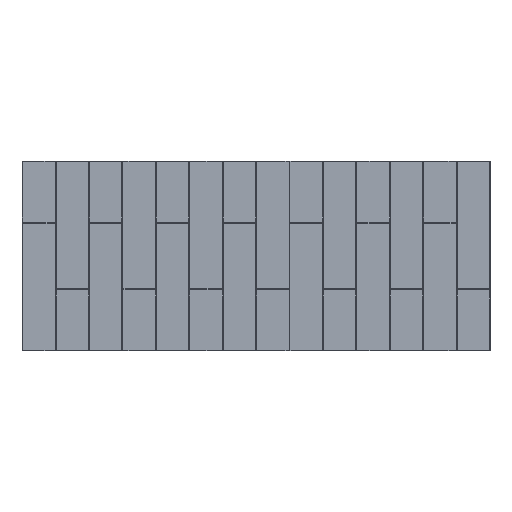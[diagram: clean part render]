
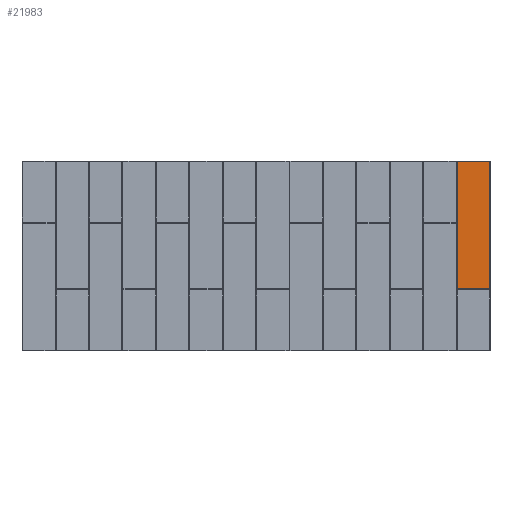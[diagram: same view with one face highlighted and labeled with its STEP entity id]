
A CAD part, top view. The second image highlights one B-rep face of the part: STEP entity #21983.
In plain terms, the highlighted planar face has unit normal (0, 0, 1).
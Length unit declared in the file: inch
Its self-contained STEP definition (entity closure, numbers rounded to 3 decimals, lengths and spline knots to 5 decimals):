
#588 = VECTOR ( 'NONE', #21940, 39.37008 ) ;
#799 = CARTESIAN_POINT ( 'NONE',  ( 42.08478, -23.90721, 0.1875 ) ) ;
#1640 = VECTOR ( 'NONE', #23673, 39.37008 ) ;
#2631 = B_SPLINE_CURVE_WITH_KNOTS ( 'NONE', 3,
 ( #25104, #8625, #17744, #20615, #27494, #25418, #22539, #22702, #799, #30050 ),
 .UNSPECIFIED., .F., .F.,
 ( 4, 2, 2, 2, 4 ),
 ( 0., 0.12821, 0.33333, 0.66154, 1. ),
 .UNSPECIFIED. ) ;
#3856 = CARTESIAN_POINT ( 'NONE',  ( 42.08478, 0., 0.1875 ) ) ;
#4527 = EDGE_CURVE ( 'NONE', #23331, #8001, #28065, .T. ) ;
#5272 = CARTESIAN_POINT ( 'NONE',  ( 0., -23.91522, 0.1875 ) ) ;
#5327 = LINE ( 'NONE', #12204, #588 ) ;
#5448 = ORIENTED_EDGE ( 'NONE', *, *, #29137, .F. ) ;
#5487 = EDGE_CURVE ( 'NONE', #9734, #6989, #9922, .T. ) ;
#5868 = FACE_OUTER_BOUND ( 'NONE', #9518, .T. ) ;
#6989 = VERTEX_POINT ( 'NONE', #30861 ) ;
#7676 = VECTOR ( 'NONE', #24786, 39.37008 ) ;
#8001 = VERTEX_POINT ( 'NONE', #26624 ) ;
#8625 = CARTESIAN_POINT ( 'NONE',  ( 42.09386, -23.91522, 0.1875 ) ) ;
#8731 = DIRECTION ( 'NONE',  ( 1., 0., 0. ) ) ;
#8887 = CARTESIAN_POINT ( 'NONE',  ( 0., 0., 0.1875 ) ) ;
#9052 = DIRECTION ( 'NONE',  ( 0., 0., 1. ) ) ;
#9518 = EDGE_LOOP ( 'NONE', ( #20080, #17774, #5448, #16604, #30625 ) ) ;
#9734 = VERTEX_POINT ( 'NONE', #28853 ) ;
#9922 = LINE ( 'NONE', #5272, #7676 ) ;
#11443 = DIRECTION ( 'NONE',  ( 1., 0., 0. ) ) ;
#12204 = CARTESIAN_POINT ( 'NONE',  ( 47.96201, 0., 0.1875 ) ) ;
#13328 = VECTOR ( 'NONE', #8731, 39.37008 ) ;
#15613 = PLANE ( 'NONE',  #21000 ) ;
#16220 = CARTESIAN_POINT ( 'NONE',  ( 42.08478, -23.9055, 0.1875 ) ) ;
#16236 = CARTESIAN_POINT ( 'NONE',  ( 0., -1., 0.1875 ) ) ;
#16604 = ORIENTED_EDGE ( 'NONE', *, *, #5487, .T. ) ;
#17744 = CARTESIAN_POINT ( 'NONE',  ( 42.0932, -23.91515, 0.1875 ) ) ;
#17774 = ORIENTED_EDGE ( 'NONE', *, *, #27995, .T. ) ;
#18193 = CARTESIAN_POINT ( 'NONE',  ( 42.08478, -1., 0.1875 ) ) ;
#18401 = LINE ( 'NONE', #3856, #1640 ) ;
#20080 = ORIENTED_EDGE ( 'NONE', *, *, #4527, .F. ) ;
#20615 = CARTESIAN_POINT ( 'NONE',  ( 42.09153, -23.91481, 0.1875 ) ) ;
#21000 = AXIS2_PLACEMENT_3D ( 'NONE', #8887, #9052, #11443 ) ;
#21940 = DIRECTION ( 'NONE',  ( 0., -1., 0. ) ) ;
#21983 = ADVANCED_FACE ( 'NONE', ( #5868 ), #15613, .T. ) ;
#22539 = CARTESIAN_POINT ( 'NONE',  ( 42.08697, -23.91187, 0.1875 ) ) ;
#22640 = EDGE_CURVE ( 'NONE', #8001, #6989, #5327, .T. ) ;
#22702 = CARTESIAN_POINT ( 'NONE',  ( 42.08525, -23.90894, 0.1875 ) ) ;
#23331 = VERTEX_POINT ( 'NONE', #18193 ) ;
#23673 = DIRECTION ( 'NONE',  ( 0., -1., 0. ) ) ;
#24786 = DIRECTION ( 'NONE',  ( 1., 0., 0. ) ) ;
#25104 = CARTESIAN_POINT ( 'NONE',  ( 42.0945, -23.91522, 0.1875 ) ) ;
#25418 = CARTESIAN_POINT ( 'NONE',  ( 42.0882, -23.91308, 0.1875 ) ) ;
#26624 = CARTESIAN_POINT ( 'NONE',  ( 47.96201, -1., 0.1875 ) ) ;
#27494 = CARTESIAN_POINT ( 'NONE',  ( 42.09055, -23.91444, 0.1875 ) ) ;
#27995 = EDGE_CURVE ( 'NONE', #23331, #31372, #18401, .T. ) ;
#28065 = LINE ( 'NONE', #16236, #13328 ) ;
#28853 = CARTESIAN_POINT ( 'NONE',  ( 42.0945, -23.91522, 0.1875 ) ) ;
#29137 = EDGE_CURVE ( 'NONE', #9734, #31372, #2631, .T. ) ;
#30050 = CARTESIAN_POINT ( 'NONE',  ( 42.08478, -23.9055, 0.1875 ) ) ;
#30625 = ORIENTED_EDGE ( 'NONE', *, *, #22640, .F. ) ;
#30861 = CARTESIAN_POINT ( 'NONE',  ( 47.96201, -23.91522, 0.1875 ) ) ;
#31372 = VERTEX_POINT ( 'NONE', #16220 ) ;
